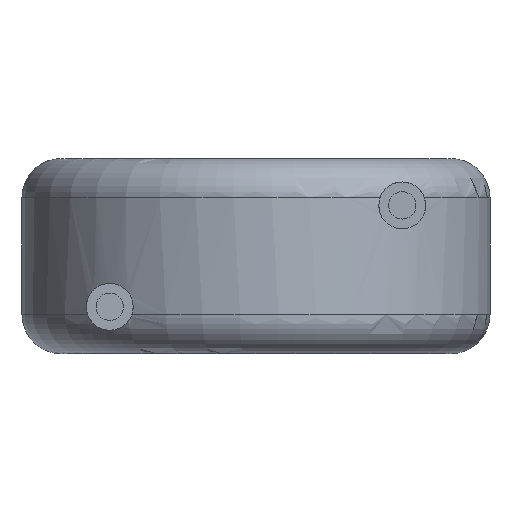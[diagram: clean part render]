
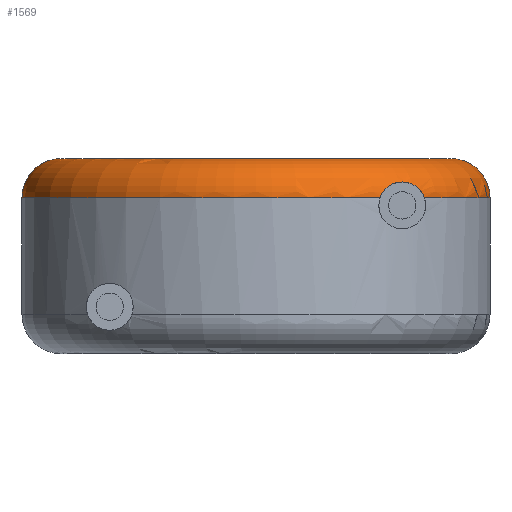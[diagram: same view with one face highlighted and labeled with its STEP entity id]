
A CAD part, front view. The second image highlights one B-rep face of the part: STEP entity #1569.
In plain terms, the highlighted toroidal (fillet/blend) face has major radius 5 mm and minor radius 1 mm.
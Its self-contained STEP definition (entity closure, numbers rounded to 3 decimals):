
#9 = CARTESIAN_POINT ( 'NONE',  ( 5., 0., 5. ) ) ;
#198 = DIRECTION ( 'NONE',  ( 1., 0., 0. ) ) ;
#200 = CARTESIAN_POINT ( 'NONE',  ( 3.243, -5.04, 4.127 ) ) ;
#216 = VERTEX_POINT ( 'NONE', #1101 ) ;
#226 = AXIS2_PLACEMENT_3D ( 'NONE', #730, #1552, #2331 ) ;
#227 = CARTESIAN_POINT ( 'NONE',  ( 0., 0., 4. ) ) ;
#228 = EDGE_CURVE ( 'NONE', #948, #216, #2294, .T. ) ;
#436 = AXIS2_PLACEMENT_3D ( 'NONE', #3215, #2947, #1610 ) ;
#467 = CARTESIAN_POINT ( 'NONE',  ( 3.616, -4.687, 4.396 ) ) ;
#536 = DIRECTION ( 'NONE',  ( 1., 0., 0. ) ) ;
#715 = AXIS2_PLACEMENT_3D ( 'NONE', #227, #1042, #536 ) ;
#730 = CARTESIAN_POINT ( 'NONE',  ( 5., 0., 4. ) ) ;
#756 = DIRECTION ( 'NONE',  ( -1., 0., 0. ) ) ;
#795 = CARTESIAN_POINT ( 'NONE',  ( -5., 0., 4. ) ) ;
#835 = AXIS2_PLACEMENT_3D ( 'NONE', #1292, #2596, #198 ) ;
#937 = CIRCLE ( 'NONE', #1786, 1. ) ;
#948 = VERTEX_POINT ( 'NONE', #2538 ) ;
#967 = CARTESIAN_POINT ( 'NONE',  ( 4.178, -4.271, 4.239 ) ) ;
#984 = CARTESIAN_POINT ( 'NONE',  ( 3.51, -4.787, 4.362 ) ) ;
#1042 = DIRECTION ( 'NONE',  ( 0., 0., -1. ) ) ;
#1101 = CARTESIAN_POINT ( 'NONE',  ( 4.316, -4.168, 4. ) ) ;
#1127 = ORIENTED_EDGE ( 'NONE', *, *, #2438, .F. ) ;
#1161 = B_SPLINE_CURVE_WITH_KNOTS ( 'NONE', 3,
 ( #1247, #1515, #967, #3134, #1708, #467, #984, #2076, #1574, #200, #1309, #1808 ),
 .UNSPECIFIED., .F., .F.,
 ( 4, 2, 2, 2, 2, 4 ),
 ( 0., 0., 0.001, 0.001, 0.002, 0.002 ),
 .UNSPECIFIED. ) ;
#1178 = FACE_OUTER_BOUND ( 'NONE', #1751, .T. ) ;
#1220 = CARTESIAN_POINT ( 'NONE',  ( 3.184, -5.085, 4. ) ) ;
#1247 = CARTESIAN_POINT ( 'NONE',  ( 4.316, -4.168, 4. ) ) ;
#1274 = DIRECTION ( 'NONE',  ( 0., 1., 0. ) ) ;
#1292 = CARTESIAN_POINT ( 'NONE',  ( 0., 0., 4. ) ) ;
#1304 = CARTESIAN_POINT ( 'NONE',  ( -6., 0., 4. ) ) ;
#1306 = CARTESIAN_POINT ( 'NONE',  ( -5., 0., 5. ) ) ;
#1309 = CARTESIAN_POINT ( 'NONE',  ( 3.208, -5.07, 4.068 ) ) ;
#1417 = VERTEX_POINT ( 'NONE', #9 ) ;
#1440 = ORIENTED_EDGE ( 'NONE', *, *, #3138, .F. ) ;
#1509 = AXIS2_PLACEMENT_3D ( 'NONE', #3366, #2025, #2546 ) ;
#1515 = CARTESIAN_POINT ( 'NONE',  ( 4.269, -4.216, 4.131 ) ) ;
#1552 = DIRECTION ( 'NONE',  ( 0., -1., 0. ) ) ;
#1569 = ADVANCED_FACE ( 'NONE', ( #1178 ), #1741, .T. ) ;
#1574 = CARTESIAN_POINT ( 'NONE',  ( 3.323, -4.966, 4.226 ) ) ;
#1605 = EDGE_CURVE ( 'NONE', #948, #1417, #1906, .T. ) ;
#1610 = DIRECTION ( 'NONE',  ( 1., 0., 0. ) ) ;
#1680 = VERTEX_POINT ( 'NONE', #1306 ) ;
#1708 = CARTESIAN_POINT ( 'NONE',  ( 3.841, -4.501, 4.404 ) ) ;
#1741 = TOROIDAL_SURFACE ( 'NONE', #835, 5., 1. ) ;
#1751 = EDGE_LOOP ( 'NONE', ( #3445, #1440, #1127, #2607, #2916, #2882 ) ) ;
#1786 = AXIS2_PLACEMENT_3D ( 'NONE', #795, #1274, #756 ) ;
#1808 = CARTESIAN_POINT ( 'NONE',  ( 3.184, -5.085, 4. ) ) ;
#1906 = CIRCLE ( 'NONE', #226, 1. ) ;
#2025 = DIRECTION ( 'NONE',  ( 0., 0., -1. ) ) ;
#2076 = CARTESIAN_POINT ( 'NONE',  ( 3.368, -4.923, 4.266 ) ) ;
#2193 = CIRCLE ( 'NONE', #715, 6. ) ;
#2244 = CIRCLE ( 'NONE', #436, 5. ) ;
#2294 = CIRCLE ( 'NONE', #1509, 6. ) ;
#2331 = DIRECTION ( 'NONE',  ( 0., 0., -1. ) ) ;
#2438 = EDGE_CURVE ( 'NONE', #216, #2787, #1161, .T. ) ;
#2538 = CARTESIAN_POINT ( 'NONE',  ( 6., 0., 4. ) ) ;
#2546 = DIRECTION ( 'NONE',  ( 1., 0., 0. ) ) ;
#2596 = DIRECTION ( 'NONE',  ( 0., 0., 1. ) ) ;
#2607 = ORIENTED_EDGE ( 'NONE', *, *, #228, .F. ) ;
#2787 = VERTEX_POINT ( 'NONE', #1220 ) ;
#2882 = ORIENTED_EDGE ( 'NONE', *, *, #2991, .F. ) ;
#2916 = ORIENTED_EDGE ( 'NONE', *, *, #1605, .T. ) ;
#2947 = DIRECTION ( 'NONE',  ( 0., 0., 1. ) ) ;
#2991 = EDGE_CURVE ( 'NONE', #1680, #1417, #2244, .T. ) ;
#3134 = CARTESIAN_POINT ( 'NONE',  ( 3.961, -4.414, 4.376 ) ) ;
#3138 = EDGE_CURVE ( 'NONE', #2787, #3401, #2193, .T. ) ;
#3215 = CARTESIAN_POINT ( 'NONE',  ( 0., 0., 5. ) ) ;
#3366 = CARTESIAN_POINT ( 'NONE',  ( 0., 0., 4. ) ) ;
#3388 = EDGE_CURVE ( 'NONE', #3401, #1680, #937, .T. ) ;
#3401 = VERTEX_POINT ( 'NONE', #1304 ) ;
#3445 = ORIENTED_EDGE ( 'NONE', *, *, #3388, .F. ) ;
